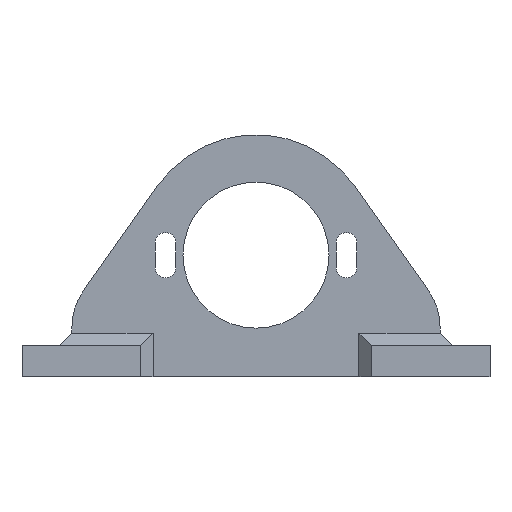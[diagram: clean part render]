
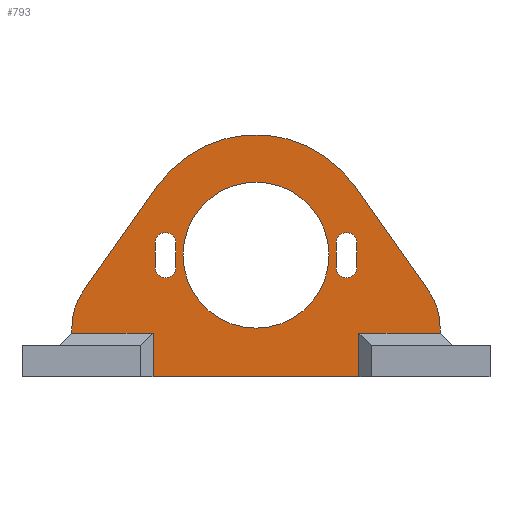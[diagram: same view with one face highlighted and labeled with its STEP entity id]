
A CAD part, front view. The second image highlights one B-rep face of the part: STEP entity #793.
In plain terms, the highlighted planar face has unit normal (0, -1, 0).
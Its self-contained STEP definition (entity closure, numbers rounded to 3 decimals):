
#15=FACE_BOUND('',#123,.T.);
#16=FACE_BOUND('',#124,.T.);
#17=FACE_BOUND('',#125,.T.);
#33=CIRCLE('',#833,1.625);
#35=CIRCLE('',#837,1.625);
#37=CIRCLE('',#842,1.625);
#39=CIRCLE('',#846,1.625);
#41=CIRCLE('',#853,10.);
#42=CIRCLE('',#854,19.3);
#43=CIRCLE('',#855,10.);
#44=CIRCLE('',#856,11.7);
#81=FACE_OUTER_BOUND('',#122,.T.);
#122=EDGE_LOOP('',(#598,#599,#600,#601,#602,#603,#604,#605,#606,#607,#608,
#609));
#123=EDGE_LOOP('',(#610,#611,#612,#613));
#124=EDGE_LOOP('',(#614,#615,#616,#617));
#125=EDGE_LOOP('',(#618));
#171=LINE('',#1162,#260);
#175=LINE('',#1173,#264);
#177=LINE('',#1178,#266);
#182=LINE('',#1192,#271);
#191=LINE('',#1215,#280);
#194=LINE('',#1219,#283);
#195=LINE('',#1222,#284);
#198=LINE('',#1228,#287);
#199=LINE('',#1230,#288);
#200=LINE('',#1232,#289);
#201=LINE('',#1234,#290);
#202=LINE('',#1238,#291);
#203=LINE('',#1242,#292);
#260=VECTOR('',#941,10.);
#264=VECTOR('',#953,10.);
#266=VECTOR('',#957,10.);
#271=VECTOR('',#970,10.);
#280=VECTOR('',#989,10.);
#283=VECTOR('',#994,10.);
#284=VECTOR('',#997,10.);
#287=VECTOR('',#1002,10.);
#288=VECTOR('',#1003,10.);
#289=VECTOR('',#1004,10.);
#290=VECTOR('',#1005,10.);
#291=VECTOR('',#1008,10.);
#292=VECTOR('',#1011,10.);
#347=VERTEX_POINT('',#1152);
#348=VERTEX_POINT('',#1153);
#351=VERTEX_POINT('',#1161);
#353=VERTEX_POINT('',#1167);
#355=VERTEX_POINT('',#1176);
#356=VERTEX_POINT('',#1177);
#359=VERTEX_POINT('',#1185);
#361=VERTEX_POINT('',#1191);
#363=VERTEX_POINT('',#1200);
#369=VERTEX_POINT('',#1212);
#370=VERTEX_POINT('',#1214);
#371=VERTEX_POINT('',#1221);
#373=VERTEX_POINT('',#1227);
#374=VERTEX_POINT('',#1229);
#375=VERTEX_POINT('',#1231);
#376=VERTEX_POINT('',#1233);
#377=VERTEX_POINT('',#1235);
#378=VERTEX_POINT('',#1237);
#379=VERTEX_POINT('',#1239);
#380=VERTEX_POINT('',#1241);
#381=VERTEX_POINT('',#1244);
#429=EDGE_CURVE('',#347,#348,#33,.T.);
#433=EDGE_CURVE('',#348,#351,#171,.T.);
#436=EDGE_CURVE('',#351,#353,#35,.T.);
#439=EDGE_CURVE('',#353,#347,#175,.T.);
#441=EDGE_CURVE('',#355,#356,#177,.T.);
#445=EDGE_CURVE('',#356,#359,#37,.T.);
#448=EDGE_CURVE('',#359,#361,#182,.T.);
#451=EDGE_CURVE('',#361,#355,#39,.T.);
#459=EDGE_CURVE('',#369,#370,#191,.T.);
#462=EDGE_CURVE('',#370,#363,#194,.T.);
#463=EDGE_CURVE('',#371,#363,#195,.T.);
#466=EDGE_CURVE('',#369,#373,#198,.T.);
#467=EDGE_CURVE('',#374,#373,#199,.T.);
#468=EDGE_CURVE('',#375,#374,#200,.T.);
#469=EDGE_CURVE('',#375,#376,#201,.T.);
#470=EDGE_CURVE('',#376,#377,#41,.T.);
#471=EDGE_CURVE('',#377,#378,#202,.T.);
#472=EDGE_CURVE('',#378,#379,#42,.T.);
#473=EDGE_CURVE('',#379,#380,#203,.T.);
#474=EDGE_CURVE('',#380,#371,#43,.T.);
#475=EDGE_CURVE('',#381,#381,#44,.T.);
#598=ORIENTED_EDGE('',*,*,#462,.F.);
#599=ORIENTED_EDGE('',*,*,#459,.F.);
#600=ORIENTED_EDGE('',*,*,#466,.T.);
#601=ORIENTED_EDGE('',*,*,#467,.F.);
#602=ORIENTED_EDGE('',*,*,#468,.F.);
#603=ORIENTED_EDGE('',*,*,#469,.T.);
#604=ORIENTED_EDGE('',*,*,#470,.T.);
#605=ORIENTED_EDGE('',*,*,#471,.T.);
#606=ORIENTED_EDGE('',*,*,#472,.T.);
#607=ORIENTED_EDGE('',*,*,#473,.T.);
#608=ORIENTED_EDGE('',*,*,#474,.T.);
#609=ORIENTED_EDGE('',*,*,#463,.T.);
#610=ORIENTED_EDGE('',*,*,#429,.T.);
#611=ORIENTED_EDGE('',*,*,#433,.T.);
#612=ORIENTED_EDGE('',*,*,#436,.T.);
#613=ORIENTED_EDGE('',*,*,#439,.T.);
#614=ORIENTED_EDGE('',*,*,#441,.T.);
#615=ORIENTED_EDGE('',*,*,#445,.T.);
#616=ORIENTED_EDGE('',*,*,#448,.T.);
#617=ORIENTED_EDGE('',*,*,#451,.T.);
#618=ORIENTED_EDGE('',*,*,#475,.T.);
#756=PLANE('',#852);
#793=ADVANCED_FACE('',(#81,#15,#16,#17),#756,.T.);
#833=AXIS2_PLACEMENT_3D('',#1154,#933,#934);
#837=AXIS2_PLACEMENT_3D('',#1168,#946,#947);
#842=AXIS2_PLACEMENT_3D('',#1186,#963,#964);
#846=AXIS2_PLACEMENT_3D('',#1197,#975,#976);
#852=AXIS2_PLACEMENT_3D('',#1226,#1000,#1001);
#853=AXIS2_PLACEMENT_3D('',#1236,#1006,#1007);
#854=AXIS2_PLACEMENT_3D('',#1240,#1009,#1010);
#855=AXIS2_PLACEMENT_3D('',#1243,#1012,#1013);
#856=AXIS2_PLACEMENT_3D('',#1245,#1014,#1015);
#933=DIRECTION('center_axis',(0.,1.,0.));
#934=DIRECTION('ref_axis',(1.,0.,0.));
#941=DIRECTION('',(0.,0.,1.));
#946=DIRECTION('center_axis',(0.,1.,0.));
#947=DIRECTION('ref_axis',(1.,0.,0.));
#953=DIRECTION('',(0.,0.,-1.));
#957=DIRECTION('',(0.,0.,1.));
#963=DIRECTION('center_axis',(0.,1.,0.));
#964=DIRECTION('ref_axis',(1.,0.,0.));
#970=DIRECTION('',(0.,0.,-1.));
#975=DIRECTION('center_axis',(0.,1.,0.));
#976=DIRECTION('ref_axis',(1.,0.,0.));
#989=DIRECTION('',(0.,0.,1.));
#994=DIRECTION('',(-1.,0.,0.));
#997=DIRECTION('',(0.,0.,-1.));
#1000=DIRECTION('center_axis',(0.,-1.,0.));
#1001=DIRECTION('ref_axis',(1.,0.,0.));
#1002=DIRECTION('',(1.,0.,0.));
#1003=DIRECTION('',(0.,0.,-1.));
#1004=DIRECTION('',(-1.,0.,0.));
#1005=DIRECTION('',(0.,0.,1.));
#1006=DIRECTION('center_axis',(0.,-1.,0.));
#1007=DIRECTION('ref_axis',(1.,0.,0.));
#1008=DIRECTION('',(-0.577,0.,0.817));
#1009=DIRECTION('center_axis',(0.,-1.,0.));
#1010=DIRECTION('ref_axis',(1.,0.,0.));
#1011=DIRECTION('',(-0.577,0.,-0.817));
#1012=DIRECTION('center_axis',(0.,-1.,0.));
#1013=DIRECTION('ref_axis',(-0.817,0.,0.577));
#1014=DIRECTION('center_axis',(0.,1.,0.));
#1015=DIRECTION('ref_axis',(1.,0.,0.));
#1152=CARTESIAN_POINT('',(-30.875,34.,32.5));
#1153=CARTESIAN_POINT('',(-34.125,34.,32.5));
#1154=CARTESIAN_POINT('Origin',(-32.5,34.,32.5));
#1161=CARTESIAN_POINT('',(-34.125,34.,36.5));
#1162=CARTESIAN_POINT('',(-34.125,34.,35.45));
#1167=CARTESIAN_POINT('',(-30.875,34.,36.5));
#1168=CARTESIAN_POINT('Origin',(-32.5,34.,36.5));
#1173=CARTESIAN_POINT('',(-30.875,34.,33.45));
#1176=CARTESIAN_POINT('',(-63.125,34.,32.5));
#1177=CARTESIAN_POINT('',(-63.125,34.,36.5));
#1178=CARTESIAN_POINT('',(-63.125,34.,35.45));
#1185=CARTESIAN_POINT('',(-59.875,34.,36.5));
#1186=CARTESIAN_POINT('Origin',(-61.5,34.,36.5));
#1191=CARTESIAN_POINT('',(-59.875,34.,32.5));
#1192=CARTESIAN_POINT('',(-59.875,34.,33.45));
#1197=CARTESIAN_POINT('Origin',(-61.5,34.,32.5));
#1200=CARTESIAN_POINT('',(-76.5,34.,22.));
#1212=CARTESIAN_POINT('',(-63.5,34.,15.));
#1214=CARTESIAN_POINT('',(-63.5,34.,22.));
#1215=CARTESIAN_POINT('',(-63.5,34.,24.7));
#1219=CARTESIAN_POINT('',(-61.,34.,22.));
#1221=CARTESIAN_POINT('',(-76.5,34.,23.));
#1222=CARTESIAN_POINT('',(-76.5,34.,20.));
#1226=CARTESIAN_POINT('Origin',(-47.,34.,34.4));
#1227=CARTESIAN_POINT('',(-30.5,34.,15.));
#1228=CARTESIAN_POINT('',(-84.5,34.,15.));
#1229=CARTESIAN_POINT('',(-30.5,34.,22.));
#1230=CARTESIAN_POINT('',(-30.5,34.,24.7));
#1231=CARTESIAN_POINT('',(-17.5,34.,22.));
#1232=CARTESIAN_POINT('',(-33.,34.,22.));
#1233=CARTESIAN_POINT('',(-17.5,34.,23.));
#1234=CARTESIAN_POINT('',(-17.5,34.,20.));
#1235=CARTESIAN_POINT('',(-19.33,34.,28.766));
#1236=CARTESIAN_POINT('Origin',(-27.5,34.,23.));
#1237=CARTESIAN_POINT('',(-31.232,34.,45.629));
#1238=CARTESIAN_POINT('',(-19.33,34.,28.766));
#1239=CARTESIAN_POINT('',(-62.768,34.,45.629));
#1240=CARTESIAN_POINT('Origin',(-47.,34.,34.5));
#1241=CARTESIAN_POINT('',(-74.67,34.,28.766));
#1242=CARTESIAN_POINT('',(-74.67,34.,28.766));
#1243=CARTESIAN_POINT('Origin',(-66.5,34.,23.));
#1244=CARTESIAN_POINT('',(-58.7,34.,34.5));
#1245=CARTESIAN_POINT('Origin',(-47.,34.,34.5));
